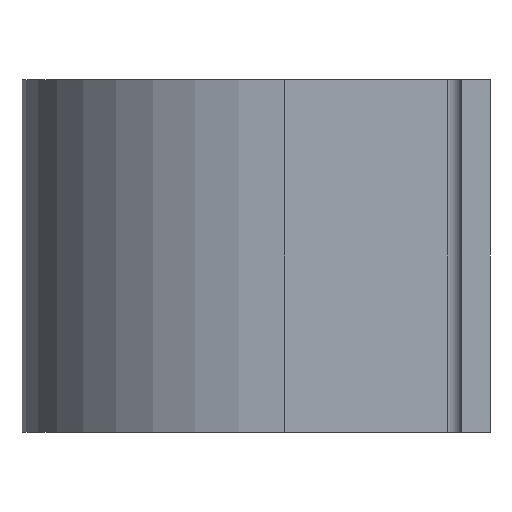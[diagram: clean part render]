
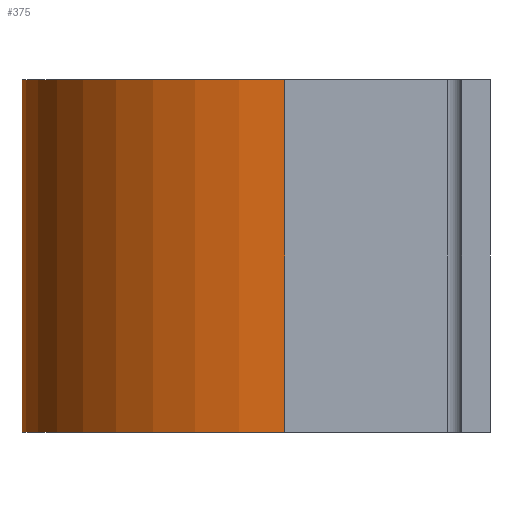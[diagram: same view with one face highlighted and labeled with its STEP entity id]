
A CAD part, left-side view. The second image highlights one B-rep face of the part: STEP entity #375.
In plain terms, the highlighted cylindrical face has radius 14.224 mm (diameter 28.448 mm), a partial arc.
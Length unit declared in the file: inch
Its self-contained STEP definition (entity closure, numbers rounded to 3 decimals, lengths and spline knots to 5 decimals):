
#17 = CARTESIAN_POINT ( 'NONE',  ( 1.437, 0.437, 0.375 ) ) ;
#37 = AXIS2_PLACEMENT_3D ( 'NONE', #151, #45, #395 ) ;
#44 = VERTEX_POINT ( 'NONE', #123 ) ;
#45 = DIRECTION ( 'NONE',  ( 0., 0., -1. ) ) ;
#57 = DIRECTION ( 'NONE',  ( 1., 0., 0. ) ) ;
#92 = ORIENTED_EDGE ( 'NONE', *, *, #517, .F. ) ;
#107 = VECTOR ( 'NONE', #406, 39.37008 ) ;
#114 = ORIENTED_EDGE ( 'NONE', *, *, #458, .T. ) ;
#123 = CARTESIAN_POINT ( 'NONE',  ( 1.997, 0.437, 0.375 ) ) ;
#136 = EDGE_CURVE ( 'NONE', #180, #524, #380, .T. ) ;
#151 = CARTESIAN_POINT ( 'NONE',  ( 1.437, 0.437, 0.375 ) ) ;
#171 = CARTESIAN_POINT ( 'NONE',  ( 0.877, 0.437, 0.375 ) ) ;
#180 = VERTEX_POINT ( 'NONE', #282 ) ;
#195 = DIRECTION ( 'NONE',  ( 1., 0., 0. ) ) ;
#198 = DIRECTION ( 'NONE',  ( 0., 0., -1. ) ) ;
#219 = LINE ( 'NONE', #225, #514 ) ;
#225 = CARTESIAN_POINT ( 'NONE',  ( 0.877, 0.437, 0.375 ) ) ;
#229 = AXIS2_PLACEMENT_3D ( 'NONE', #17, #338, #57 ) ;
#244 = CIRCLE ( 'NONE', #229, 0.56 ) ;
#264 = ORIENTED_EDGE ( 'NONE', *, *, #475, .T. ) ;
#269 = EDGE_LOOP ( 'NONE', ( #506, #92, #114, #264 ) ) ;
#275 = CARTESIAN_POINT ( 'NONE',  ( 1.997, 0.437, -0.375 ) ) ;
#282 = CARTESIAN_POINT ( 'NONE',  ( 0.877, 0.437, -0.375 ) ) ;
#298 = VERTEX_POINT ( 'NONE', #171 ) ;
#338 = DIRECTION ( 'NONE',  ( 0., 0., -1. ) ) ;
#375 = ADVANCED_FACE ( 'NONE', ( #520 ), #397, .T. ) ;
#380 = CIRCLE ( 'NONE', #410, 0.56 ) ;
#395 = DIRECTION ( 'NONE',  ( -1., 0., 0. ) ) ;
#397 = CYLINDRICAL_SURFACE ( 'NONE', #37, 0.56 ) ;
#406 = DIRECTION ( 'NONE',  ( 0., 0., -1. ) ) ;
#410 = AXIS2_PLACEMENT_3D ( 'NONE', #435, #198, #195 ) ;
#435 = CARTESIAN_POINT ( 'NONE',  ( 1.437, 0.437, -0.375 ) ) ;
#451 = CARTESIAN_POINT ( 'NONE',  ( 1.997, 0.437, 0.375 ) ) ;
#458 = EDGE_CURVE ( 'NONE', #298, #44, #244, .T. ) ;
#475 = EDGE_CURVE ( 'NONE', #44, #524, #553, .T. ) ;
#506 = ORIENTED_EDGE ( 'NONE', *, *, #136, .F. ) ;
#514 = VECTOR ( 'NONE', #552, 39.37008 ) ;
#517 = EDGE_CURVE ( 'NONE', #298, #180, #219, .T. ) ;
#520 = FACE_OUTER_BOUND ( 'NONE', #269, .T. ) ;
#524 = VERTEX_POINT ( 'NONE', #275 ) ;
#552 = DIRECTION ( 'NONE',  ( 0., 0., -1. ) ) ;
#553 = LINE ( 'NONE', #451, #107 ) ;
